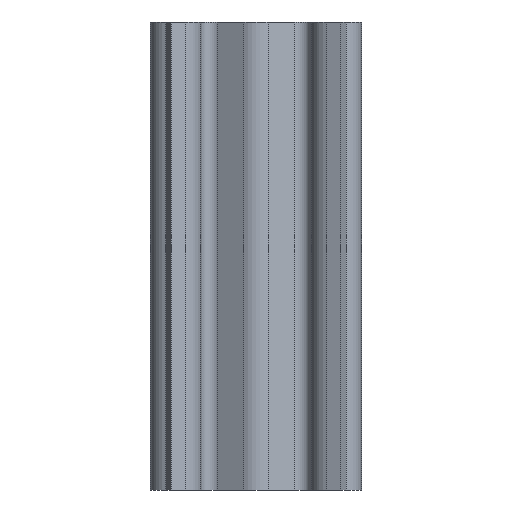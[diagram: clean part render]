
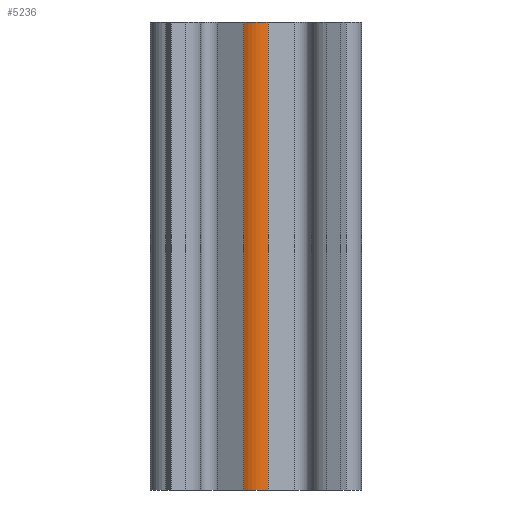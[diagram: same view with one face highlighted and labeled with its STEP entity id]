
A CAD part, front view. The second image highlights one B-rep face of the part: STEP entity #5236.
In plain terms, the highlighted cylindrical face has radius 2.7 mm (diameter 5.4 mm), a partial arc.
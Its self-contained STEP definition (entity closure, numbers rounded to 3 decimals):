
#207=CIRCLE('',#5715,2.7);
#208=CIRCLE('',#5716,2.7);
#371=CYLINDRICAL_SURFACE('',#5714,2.7);
#600=FACE_OUTER_BOUND('',#866,.T.);
#866=EDGE_LOOP('',(#4101,#4102,#4103,#4104));
#1330=LINE('',#8612,#1862);
#1331=LINE('',#8618,#1863);
#1862=VECTOR('',#7022,10.);
#1863=VECTOR('',#7029,10.);
#2391=VERTEX_POINT('',#8608);
#2392=VERTEX_POINT('',#8610);
#2393=VERTEX_POINT('',#8614);
#2394=VERTEX_POINT('',#8616);
#3114=EDGE_CURVE('',#2391,#2392,#1330,.T.);
#3115=EDGE_CURVE('',#2393,#2391,#207,.T.);
#3116=EDGE_CURVE('',#2394,#2392,#208,.T.);
#3117=EDGE_CURVE('',#2393,#2394,#1331,.T.);
#4101=ORIENTED_EDGE('',*,*,#3115,.T.);
#4102=ORIENTED_EDGE('',*,*,#3114,.T.);
#4103=ORIENTED_EDGE('',*,*,#3116,.F.);
#4104=ORIENTED_EDGE('',*,*,#3117,.F.);
#5236=ADVANCED_FACE('',(#600),#371,.T.);
#5714=AXIS2_PLACEMENT_3D('',#8613,#7023,#7024);
#5715=AXIS2_PLACEMENT_3D('',#8615,#7025,#7026);
#5716=AXIS2_PLACEMENT_3D('',#8617,#7027,#7028);
#7022=DIRECTION('',(0.,0.,1.));
#7023=DIRECTION('center_axis',(0.,0.,1.));
#7024=DIRECTION('ref_axis',(-0.5,-0.866,0.));
#7025=DIRECTION('center_axis',(0.,0.,1.));
#7026=DIRECTION('ref_axis',(-0.5,-0.866,0.));
#7027=DIRECTION('center_axis',(0.,0.,1.));
#7028=DIRECTION('ref_axis',(-0.5,-0.866,0.));
#7029=DIRECTION('',(0.,0.,1.));
#8608=CARTESIAN_POINT('',(-3.489,124.374,0.));
#8610=CARTESIAN_POINT('',(-3.489,124.374,51.));
#8612=CARTESIAN_POINT('',(-3.489,124.374,0.));
#8613=CARTESIAN_POINT('Origin',(-4.839,126.713,0.));
#8614=CARTESIAN_POINT('',(-6.189,124.374,0.));
#8615=CARTESIAN_POINT('Origin',(-4.839,126.713,0.));
#8616=CARTESIAN_POINT('',(-6.189,124.374,51.));
#8617=CARTESIAN_POINT('Origin',(-4.839,126.713,51.));
#8618=CARTESIAN_POINT('',(-6.189,124.374,0.));
